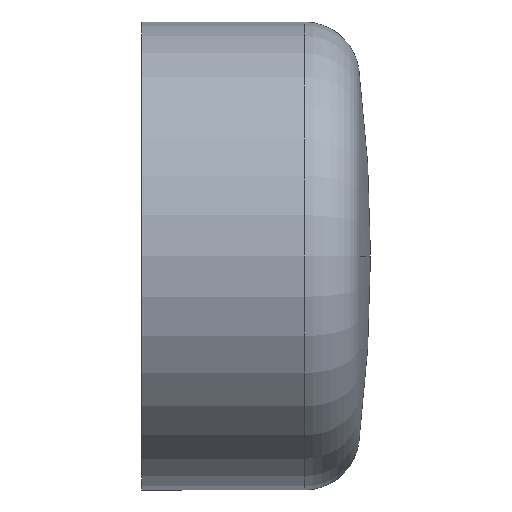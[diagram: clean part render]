
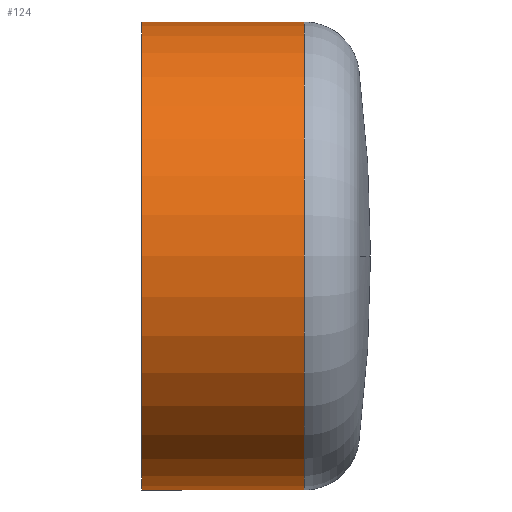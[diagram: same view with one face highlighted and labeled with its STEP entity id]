
A CAD part, left-side view. The second image highlights one B-rep face of the part: STEP entity #124.
In plain terms, the highlighted cylindrical face has radius 6.49 mm (diameter 12.979 mm), a partial arc.
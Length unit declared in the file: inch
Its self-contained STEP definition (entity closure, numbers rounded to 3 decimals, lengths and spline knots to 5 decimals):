
#8 = VERTEX_POINT ( 'NONE', #213 ) ;
#17 = AXIS2_PLACEMENT_3D ( 'NONE', #292, #55, #192 ) ;
#28 = EDGE_LOOP ( 'NONE', ( #343, #51, #284, #122 ) ) ;
#34 = AXIS2_PLACEMENT_3D ( 'NONE', #141, #366, #175 ) ;
#47 = VERTEX_POINT ( 'NONE', #223 ) ;
#51 = ORIENTED_EDGE ( 'NONE', *, *, #131, .T. ) ;
#53 = CARTESIAN_POINT ( 'NONE',  ( 0., 2.97313, 0.2555 ) ) ;
#55 = DIRECTION ( 'NONE',  ( 0., 1., 0. ) ) ;
#82 = EDGE_CURVE ( 'NONE', #47, #277, #220, .T. ) ;
#97 = CIRCLE ( 'NONE', #34, 0.2555 ) ;
#100 = EDGE_CURVE ( 'NONE', #326, #8, #374, .T. ) ;
#122 = ORIENTED_EDGE ( 'NONE', *, *, #389, .F. ) ;
#123 = VECTOR ( 'NONE', #350, 39.37008 ) ;
#124 = ADVANCED_FACE ( 'NONE', ( #208 ), #193, .T. ) ;
#131 = EDGE_CURVE ( 'NONE', #326, #47, #283, .T. ) ;
#141 = CARTESIAN_POINT ( 'NONE',  ( 0., 0.25, 0. ) ) ;
#157 = DIRECTION ( 'NONE',  ( 0., 1., 0. ) ) ;
#160 = CARTESIAN_POINT ( 'NONE',  ( 0., 0.07213, 0. ) ) ;
#175 = DIRECTION ( 'NONE',  ( 0., 0., 1. ) ) ;
#189 = CARTESIAN_POINT ( 'NONE',  ( 0., 2.97313, -0.2555 ) ) ;
#192 = DIRECTION ( 'NONE',  ( 0., 0., 1. ) ) ;
#193 = CYLINDRICAL_SURFACE ( 'NONE', #17, 0.2555 ) ;
#195 = DIRECTION ( 'NONE',  ( 0., 0., 1. ) ) ;
#208 = FACE_OUTER_BOUND ( 'NONE', #28, .T. ) ;
#213 = CARTESIAN_POINT ( 'NONE',  ( 0., 0.25, -0.2555 ) ) ;
#220 = LINE ( 'NONE', #53, #123 ) ;
#223 = CARTESIAN_POINT ( 'NONE',  ( 0., 0.07213, 0.2555 ) ) ;
#240 = CARTESIAN_POINT ( 'NONE',  ( 0., 0.07213, -0.2555 ) ) ;
#277 = VERTEX_POINT ( 'NONE', #388 ) ;
#283 = CIRCLE ( 'NONE', #420, 0.2555 ) ;
#284 = ORIENTED_EDGE ( 'NONE', *, *, #82, .T. ) ;
#292 = CARTESIAN_POINT ( 'NONE',  ( 0., 2.97313, 0. ) ) ;
#306 = VECTOR ( 'NONE', #157, 39.37008 ) ;
#326 = VERTEX_POINT ( 'NONE', #240 ) ;
#343 = ORIENTED_EDGE ( 'NONE', *, *, #100, .F. ) ;
#350 = DIRECTION ( 'NONE',  ( 0., 1., 0. ) ) ;
#366 = DIRECTION ( 'NONE',  ( 0., 1., 0. ) ) ;
#374 = LINE ( 'NONE', #189, #306 ) ;
#384 = DIRECTION ( 'NONE',  ( 0., 1., 0. ) ) ;
#388 = CARTESIAN_POINT ( 'NONE',  ( 0., 0.25, 0.2555 ) ) ;
#389 = EDGE_CURVE ( 'NONE', #8, #277, #97, .T. ) ;
#420 = AXIS2_PLACEMENT_3D ( 'NONE', #160, #384, #195 ) ;
